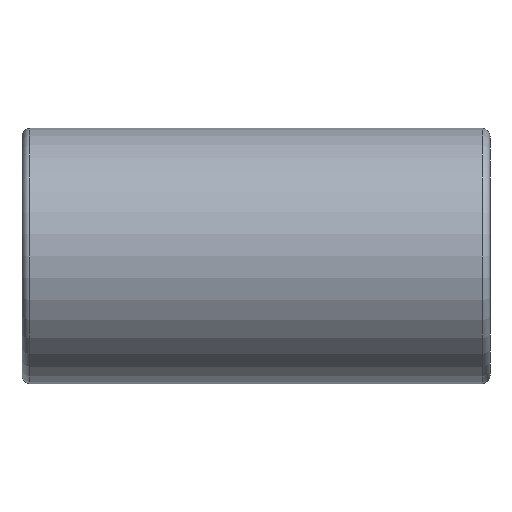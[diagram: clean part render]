
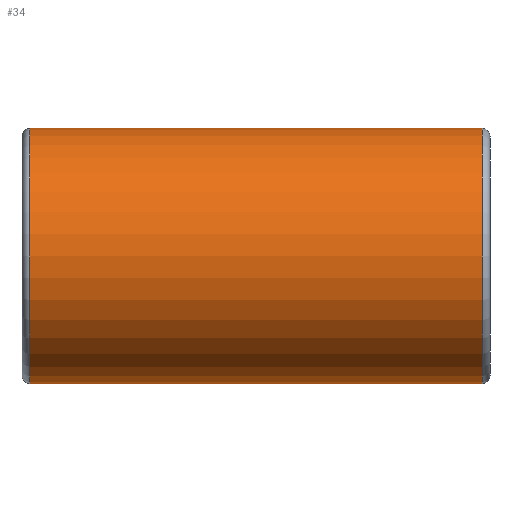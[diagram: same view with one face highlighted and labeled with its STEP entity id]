
A CAD part, front view. The second image highlights one B-rep face of the part: STEP entity #34.
In plain terms, the highlighted cylindrical face has radius 6 mm (diameter 12 mm), a full revolution.
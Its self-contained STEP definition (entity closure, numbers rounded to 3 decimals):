
#34 = ADVANCED_FACE( '', ( #69, #70 ), #71, .T. );
#69 = FACE_OUTER_BOUND( '', #108, .T. );
#70 = FACE_OUTER_BOUND( '', #109, .T. );
#71 = CYLINDRICAL_SURFACE( '', #110, 6. );
#108 = EDGE_LOOP( '', ( #143 ) );
#109 = EDGE_LOOP( '', ( #144 ) );
#110 = AXIS2_PLACEMENT_3D( '', #145, #146, #147 );
#143 = ORIENTED_EDGE( '', *, *, #188, .T. );
#144 = ORIENTED_EDGE( '', *, *, #189, .F. );
#145 = CARTESIAN_POINT( '', ( 22., 0., 0. ) );
#146 = DIRECTION( '', ( -1., 0., 0. ) );
#147 = DIRECTION( '', ( 0., 0., -1. ) );
#188 = EDGE_CURVE( '', #206, #206, #207, .T. );
#189 = EDGE_CURVE( '', #208, #208, #209, .T. );
#206 = VERTEX_POINT( '', #230 );
#207 = CIRCLE( '', #231, 6. );
#208 = VERTEX_POINT( '', #232 );
#209 = CIRCLE( '', #233, 6. );
#230 = CARTESIAN_POINT( '', ( 0.375, 0., -6. ) );
#231 = AXIS2_PLACEMENT_3D( '', #254, #255, #256 );
#232 = CARTESIAN_POINT( '', ( 21.625, 0., -6. ) );
#233 = AXIS2_PLACEMENT_3D( '', #257, #258, #259 );
#254 = CARTESIAN_POINT( '', ( 0.375, 0., 0. ) );
#255 = DIRECTION( '', ( 1., 0., 0. ) );
#256 = DIRECTION( '', ( 0., 0., -1. ) );
#257 = CARTESIAN_POINT( '', ( 21.625, 0., 0. ) );
#258 = DIRECTION( '', ( 1., 0., 0. ) );
#259 = DIRECTION( '', ( 0., 0., -1. ) );
